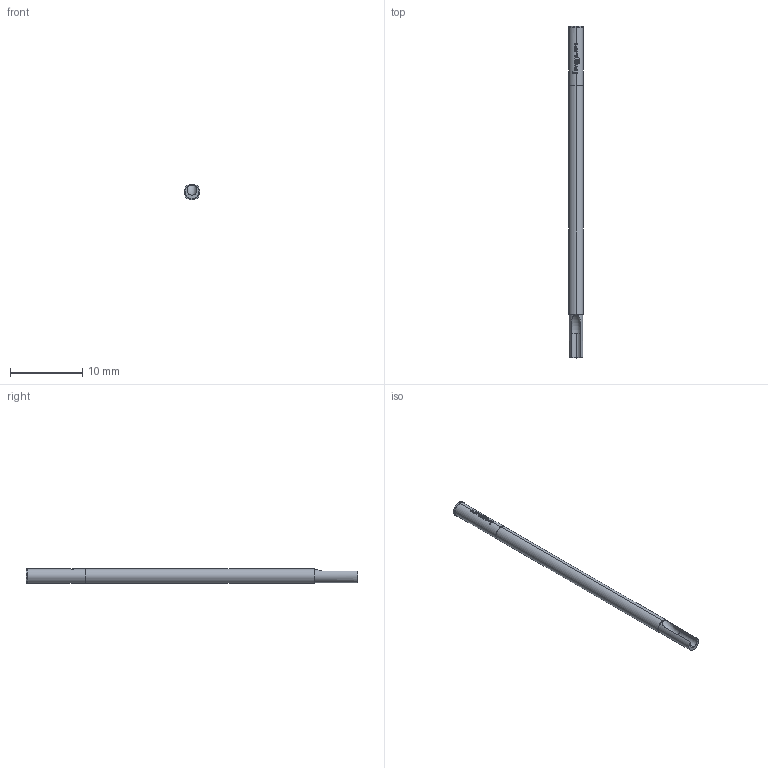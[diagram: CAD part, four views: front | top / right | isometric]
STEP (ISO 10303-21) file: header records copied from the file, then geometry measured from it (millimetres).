
FILE_DESCRIPTION (( 'STEP AP203' ), '1' );
FILE_NAME ('INGUN_KS-204_30_M_0.STEP', '2016-07-18T10:14:09', ( '' ), ( '' ), 'SwSTEP 2.0', 'SolidWorks 2014', '' );
FILE_SCHEMA (( 'CONFIG_CONTROL_DESIGN' ));
Length unit declared in the file: millimetre
Products named in the file (2): INGUN_KS-204_30_M_0
Bounding box: 2.2 x 46 x 2.2 mm (x, y, z)
Volume: 133.9 mm3; surface area: 301.2 mm2
Topology: 1 solids, 1 shells, 92 faces, 256 edges, 168 vertices
Faces by surface type: plane 45, bspline 22, cylinder 20, cone 4, torus 1
Entity records: 3411 total; most frequent: CARTESIAN_POINT 1060, ORIENTED_EDGE 512, DIRECTION 392, EDGE_CURVE 256, VERTEX_POINT 168, AXIS2_PLACEMENT_3D 152, EDGE_LOOP 94, ADVANCED_FACE 92
